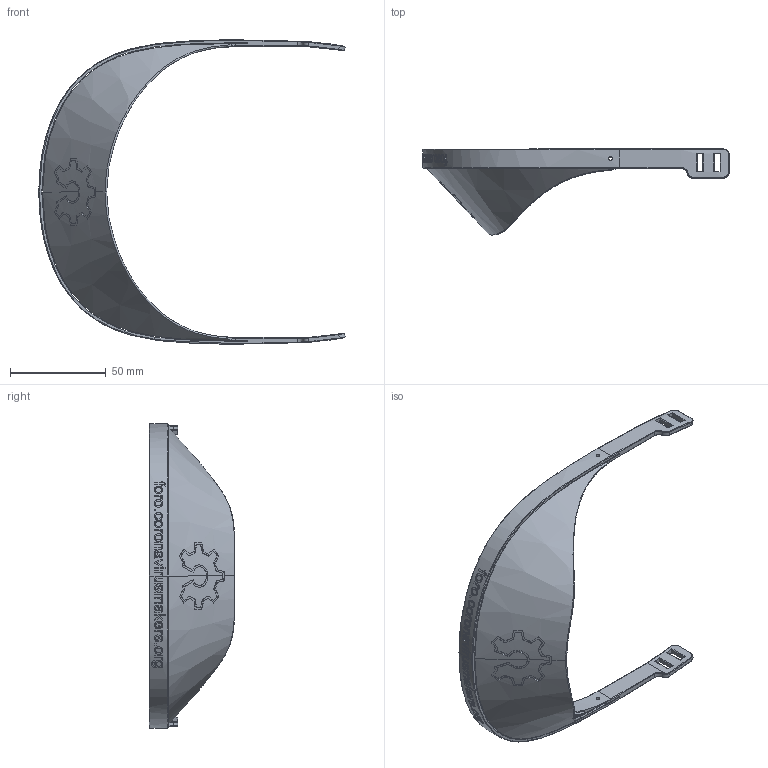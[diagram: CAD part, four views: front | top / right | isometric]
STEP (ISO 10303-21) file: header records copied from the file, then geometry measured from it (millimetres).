
FILE_DESCRIPTION(/* description */ (''),/* implementation_level */ '2;1');
FILE_NAME(/* name */ 'Visera Fija V0.4 STEP.step',/* time_stamp */ '2020-03-20T09:58:12+00:00',/* author */ (''),/* organization */ (''),/* preprocessor_version */ 'ST-DEVELOPER v18',/* originating_system */ 'Autodesk Translation Framework v8.12.0.6',/* authorisation */ '');
FILE_SCHEMA (('AUTOMOTIVE_DESIGN { 1 0 10303 214 3 1 1 }'));
Products named in the file (2): Visera Fija V0.5 con cinta superior; Visera
Assembly tree (1 placements, depth 2):
  Visera Fija V0.5 con cinta superior
    Visera
Bounding box: 159.92 x 44.77 x 158.99 mm (x, y, z)
Volume: 25824.9 mm3; surface area: 38251.9 mm2
Topology: 1 solids, 1 shells, 872 faces, 2493 edges, 1657 vertices
Faces by surface type: bspline 682, plane 174, cylinder 12, cone 4
Full cylindrical faces by diameter (mm): 2 x4
Entity records: 46035 total; most frequent: CARTESIAN_POINT 28617, ORIENTED_EDGE 4986, EDGE_CURVE 2493, B_SPLINE_CURVE_WITH_KNOTS 1668, VERTEX_POINT 1657, DIRECTION 1211, EDGE_LOOP 926, FACE_OUTER_BOUND 872
